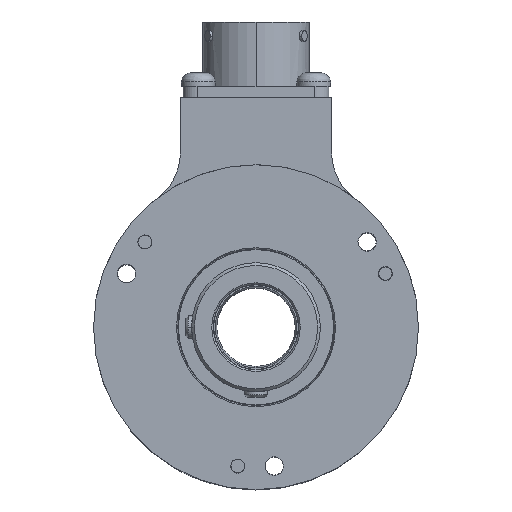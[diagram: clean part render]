
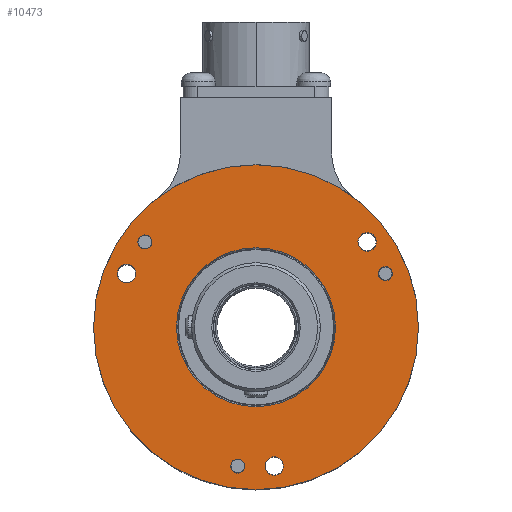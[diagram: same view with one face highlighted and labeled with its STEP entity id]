
A CAD part, top view. The second image highlights one B-rep face of the part: STEP entity #10473.
In plain terms, the highlighted planar face has unit normal (0, 0, 1).
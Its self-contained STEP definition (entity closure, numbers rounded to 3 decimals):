
#2183=CARTESIAN_POINT('',(0.,0.,18.));
#2184=DIRECTION('',(0.,0.,1.));
#2185=DIRECTION('',(1.,0.,0.));
#2186=AXIS2_PLACEMENT_3D('',#2183,#2184,#2185);
#2188=CARTESIAN_POINT('',(0.,0.,18.));
#2189=DIRECTION('',(0.,0.,1.));
#2190=DIRECTION('',(-1.,0.,0.));
#2191=AXIS2_PLACEMENT_3D('',#2188,#2189,#2190);
#2193=CARTESIAN_POINT('',(-19.834,15.219,18.));
#2194=DIRECTION('',(0.,0.,-1.));
#2195=DIRECTION('',(-0.793,0.609,0.));
#2196=AXIS2_PLACEMENT_3D('',#2193,#2194,#2195);
#2198=CARTESIAN_POINT('',(-19.834,15.219,18.));
#2199=DIRECTION('',(0.,0.,-1.));
#2200=DIRECTION('',(0.793,-0.609,0.));
#2201=AXIS2_PLACEMENT_3D('',#2198,#2199,#2200);
#2203=CARTESIAN_POINT('',(-3.263,-24.786,18.));
#2204=DIRECTION('',(0.,0.,-1.));
#2205=DIRECTION('',(-0.131,-0.991,0.));
#2206=AXIS2_PLACEMENT_3D('',#2203,#2204,#2205);
#2208=CARTESIAN_POINT('',(-3.263,-24.786,18.));
#2209=DIRECTION('',(0.,0.,-1.));
#2210=DIRECTION('',(0.131,0.991,0.));
#2211=AXIS2_PLACEMENT_3D('',#2208,#2209,#2210);
#2213=CARTESIAN_POINT('',(23.097,9.567,18.));
#2214=DIRECTION('',(0.,0.,-1.));
#2215=DIRECTION('',(0.924,0.383,0.));
#2216=AXIS2_PLACEMENT_3D('',#2213,#2214,#2215);
#2218=CARTESIAN_POINT('',(23.097,9.567,18.));
#2219=DIRECTION('',(0.,0.,-1.));
#2220=DIRECTION('',(-0.924,-0.383,0.));
#2221=AXIS2_PLACEMENT_3D('',#2218,#2219,#2220);
#2223=CARTESIAN_POINT('',(3.263,-24.786,18.));
#2224=DIRECTION('',(0.,0.,1.));
#2225=DIRECTION('',(0.,-1.,0.));
#2226=AXIS2_PLACEMENT_3D('',#2223,#2224,#2225);
#2228=CARTESIAN_POINT('',(3.263,-24.786,18.));
#2229=DIRECTION('',(0.,0.,1.));
#2230=DIRECTION('',(0.,1.,0.));
#2231=AXIS2_PLACEMENT_3D('',#2228,#2229,#2230);
#2233=CARTESIAN_POINT('',(19.834,15.219,18.));
#2234=DIRECTION('',(0.,0.,1.));
#2235=DIRECTION('',(0.,-1.,0.));
#2236=AXIS2_PLACEMENT_3D('',#2233,#2234,#2235);
#2238=CARTESIAN_POINT('',(19.834,15.219,18.));
#2239=DIRECTION('',(0.,0.,1.));
#2240=DIRECTION('',(0.,1.,0.));
#2241=AXIS2_PLACEMENT_3D('',#2238,#2239,#2240);
#2243=CARTESIAN_POINT('',(-23.097,9.567,18.));
#2244=DIRECTION('',(0.,0.,1.));
#2245=DIRECTION('',(0.,-1.,0.));
#2246=AXIS2_PLACEMENT_3D('',#2243,#2244,#2245);
#2248=CARTESIAN_POINT('',(-23.097,9.567,18.));
#2249=DIRECTION('',(0.,0.,1.));
#2250=DIRECTION('',(0.,1.,0.));
#2251=AXIS2_PLACEMENT_3D('',#2248,#2249,#2250);
#2253=CARTESIAN_POINT('',(0.,0.,18.));
#2254=DIRECTION('',(0.,0.,-1.));
#2255=DIRECTION('',(-1.,0.,0.));
#2256=AXIS2_PLACEMENT_3D('',#2253,#2254,#2255);
#2271=CARTESIAN_POINT('',(0.,0.,18.));
#2272=DIRECTION('',(0.,0.,-1.));
#2273=DIRECTION('',(1.,0.,0.));
#2274=AXIS2_PLACEMENT_3D('',#2271,#2272,#2273);
#6698=CARTESIAN_POINT('',(29.,0.,18.));
#6699=CARTESIAN_POINT('',(-29.,0.,18.));
#6700=VERTEX_POINT('',#6698);
#6701=VERTEX_POINT('',#6699);
#6702=CARTESIAN_POINT('',(-20.826,15.98,18.));
#6703=CARTESIAN_POINT('',(-18.842,14.458,18.));
#6704=VERTEX_POINT('',#6702);
#6705=VERTEX_POINT('',#6703);
#6706=CARTESIAN_POINT('',(-3.426,-26.025,18.));
#6707=CARTESIAN_POINT('',(-3.1,-23.547,18.));
#6708=VERTEX_POINT('',#6706);
#6709=VERTEX_POINT('',#6707);
#6710=CARTESIAN_POINT('',(24.252,10.045,18.));
#6711=CARTESIAN_POINT('',(21.942,9.089,18.));
#6712=VERTEX_POINT('',#6710);
#6713=VERTEX_POINT('',#6711);
#6714=CARTESIAN_POINT('',(14.188,0.,18.));
#6715=CARTESIAN_POINT('',(-14.188,0.,18.));
#6716=VERTEX_POINT('',#6714);
#6717=VERTEX_POINT('',#6715);
#6722=CARTESIAN_POINT('',(3.263,-26.436,18.));
#6723=CARTESIAN_POINT('',(3.263,-23.136,18.));
#6724=VERTEX_POINT('',#6722);
#6725=VERTEX_POINT('',#6723);
#6730=CARTESIAN_POINT('',(19.834,13.569,18.));
#6731=CARTESIAN_POINT('',(19.834,16.869,18.));
#6732=VERTEX_POINT('',#6730);
#6733=VERTEX_POINT('',#6731);
#6738=CARTESIAN_POINT('',(-23.097,7.917,18.));
#6739=CARTESIAN_POINT('',(-23.097,11.217,18.));
#6740=VERTEX_POINT('',#6738);
#6741=VERTEX_POINT('',#6739);
#10423=CARTESIAN_POINT('',(0.,0.,18.));
#10424=DIRECTION('',(0.,0.,1.));
#10425=DIRECTION('',(1.,0.,0.));
#10426=AXIS2_PLACEMENT_3D('',#10423,#10424,#10425);
#10427=PLANE('',#10426);
#10428=ORIENTED_EDGE('',*,*,#9289,.F.);
#10429=ORIENTED_EDGE('',*,*,#9243,.F.);
#10430=EDGE_LOOP('',(#10428,#10429));
#10431=FACE_OUTER_BOUND('',#10430,.F.);
#10433=ORIENTED_EDGE('',*,*,#10432,.F.);
#10435=ORIENTED_EDGE('',*,*,#10434,.F.);
#10436=EDGE_LOOP('',(#10433,#10435));
#10437=FACE_BOUND('',#10436,.F.);
#10439=ORIENTED_EDGE('',*,*,#10438,.F.);
#10441=ORIENTED_EDGE('',*,*,#10440,.F.);
#10442=EDGE_LOOP('',(#10439,#10441));
#10443=FACE_BOUND('',#10442,.F.);
#10445=ORIENTED_EDGE('',*,*,#10444,.F.);
#10447=ORIENTED_EDGE('',*,*,#10446,.F.);
#10448=EDGE_LOOP('',(#10445,#10447));
#10449=FACE_BOUND('',#10448,.F.);
#10451=ORIENTED_EDGE('',*,*,#10450,.F.);
#10453=ORIENTED_EDGE('',*,*,#10452,.F.);
#10454=EDGE_LOOP('',(#10451,#10453));
#10455=FACE_BOUND('',#10454,.F.);
#10457=ORIENTED_EDGE('',*,*,#10456,.T.);
#10459=ORIENTED_EDGE('',*,*,#10458,.T.);
#10460=EDGE_LOOP('',(#10457,#10459));
#10461=FACE_BOUND('',#10460,.F.);
#10462=ORIENTED_EDGE('',*,*,#10413,.T.);
#10464=ORIENTED_EDGE('',*,*,#10463,.T.);
#10465=EDGE_LOOP('',(#10462,#10464));
#10466=FACE_BOUND('',#10465,.F.);
#10468=ORIENTED_EDGE('',*,*,#10467,.T.);
#10470=ORIENTED_EDGE('',*,*,#10469,.T.);
#10471=EDGE_LOOP('',(#10468,#10470));
#10472=FACE_BOUND('',#10471,.F.);
#2187=CIRCLE('',#2186,29.);
#2192=CIRCLE('',#2191,29.);
#2197=CIRCLE('',#2196,1.25);
#2202=CIRCLE('',#2201,1.25);
#2207=CIRCLE('',#2206,1.25);
#2212=CIRCLE('',#2211,1.25);
#2217=CIRCLE('',#2216,1.25);
#2222=CIRCLE('',#2221,1.25);
#2227=CIRCLE('',#2226,1.65);
#2232=CIRCLE('',#2231,1.65);
#2237=CIRCLE('',#2236,1.65);
#2242=CIRCLE('',#2241,1.65);
#2247=CIRCLE('',#2246,1.65);
#2252=CIRCLE('',#2251,1.65);
#2257=CIRCLE('',#2256,14.188);
#2275=CIRCLE('',#2274,14.188);
#9243=EDGE_CURVE('',#6701,#6700,#2192,.T.);
#9289=EDGE_CURVE('',#6700,#6701,#2187,.T.);
#10413=EDGE_CURVE('',#6732,#6733,#2237,.T.);
#10432=EDGE_CURVE('',#6717,#6716,#2257,.T.);
#10434=EDGE_CURVE('',#6716,#6717,#2275,.T.);
#10438=EDGE_CURVE('',#6704,#6705,#2197,.T.);
#10440=EDGE_CURVE('',#6705,#6704,#2202,.T.);
#10444=EDGE_CURVE('',#6708,#6709,#2207,.T.);
#10446=EDGE_CURVE('',#6709,#6708,#2212,.T.);
#10450=EDGE_CURVE('',#6712,#6713,#2217,.T.);
#10452=EDGE_CURVE('',#6713,#6712,#2222,.T.);
#10456=EDGE_CURVE('',#6724,#6725,#2227,.T.);
#10458=EDGE_CURVE('',#6725,#6724,#2232,.T.);
#10463=EDGE_CURVE('',#6733,#6732,#2242,.T.);
#10467=EDGE_CURVE('',#6740,#6741,#2247,.T.);
#10469=EDGE_CURVE('',#6741,#6740,#2252,.T.);
#10473=ADVANCED_FACE('',(#10431,#10437,#10443,#10449,#10455,#10461,#10466,
#10472),#10427,.T.);
